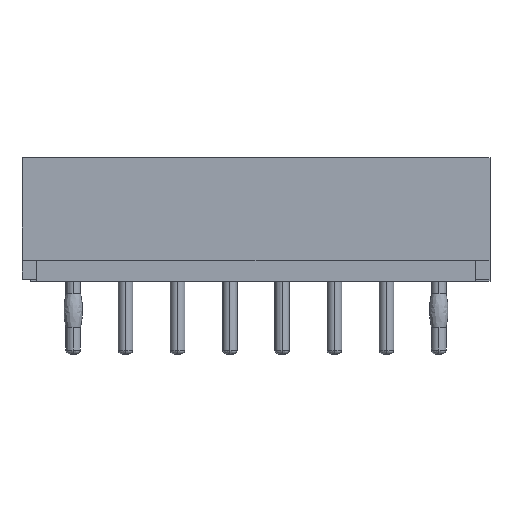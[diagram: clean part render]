
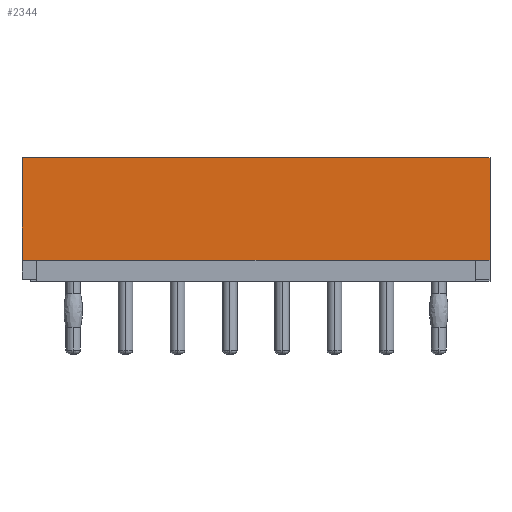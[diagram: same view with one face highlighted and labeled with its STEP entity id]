
A CAD part, top view. The second image highlights one B-rep face of the part: STEP entity #2344.
In plain terms, the highlighted planar face has unit normal (0, 0, 1).
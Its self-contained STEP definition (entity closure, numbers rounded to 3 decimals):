
#61=DIRECTION('',(0.,1.,0.));
#62=VECTOR('',#61,4.9);
#63=CARTESIAN_POINT('',(11.2,-1.95,2.47));
#64=LINE('',#63,#62);
#109=DIRECTION('',(1.,0.,0.));
#110=VECTOR('',#109,22.4);
#111=CARTESIAN_POINT('',(-11.2,2.95,2.47));
#112=LINE('',#111,#110);
#205=DIRECTION('',(0.,1.,0.));
#206=VECTOR('',#205,4.9);
#207=CARTESIAN_POINT('',(-11.2,-1.95,2.47));
#208=LINE('',#207,#206);
#213=DIRECTION('',(1.,0.,0.));
#214=VECTOR('',#213,22.4);
#215=CARTESIAN_POINT('',(-11.2,-1.95,2.47));
#216=LINE('',#215,#214);
#1637=CARTESIAN_POINT('',(-11.2,2.95,2.47));
#1638=CARTESIAN_POINT('',(11.2,2.95,2.47));
#1639=VERTEX_POINT('',#1637);
#1640=VERTEX_POINT('',#1638);
#1675=CARTESIAN_POINT('',(11.2,-1.95,2.47));
#1676=VERTEX_POINT('',#1675);
#1709=CARTESIAN_POINT('',(-11.2,-1.95,2.47));
#1710=VERTEX_POINT('',#1709);
#2332=CARTESIAN_POINT('',(-11.2,-2.95,2.47));
#2333=DIRECTION('',(0.,0.,1.));
#2334=DIRECTION('',(1.,0.,0.));
#2335=AXIS2_PLACEMENT_3D('',#2332,#2333,#2334);
#2336=PLANE('',#2335);
#2338=ORIENTED_EDGE('',*,*,#2337,.F.);
#2339=ORIENTED_EDGE('',*,*,#2303,.T.);
#2340=ORIENTED_EDGE('',*,*,#2243,.T.);
#2341=ORIENTED_EDGE('',*,*,#2183,.F.);
#2342=EDGE_LOOP('',(#2338,#2339,#2340,#2341));
#2343=FACE_OUTER_BOUND('',#2342,.F.);
#2344=ADVANCED_FACE('',(#2343),#2336,.T.);
#2183=EDGE_CURVE('',#1676,#1640,#64,.T.);
#2243=EDGE_CURVE('',#1639,#1640,#112,.T.);
#2303=EDGE_CURVE('',#1710,#1639,#208,.T.);
#2337=EDGE_CURVE('',#1710,#1676,#216,.T.);
